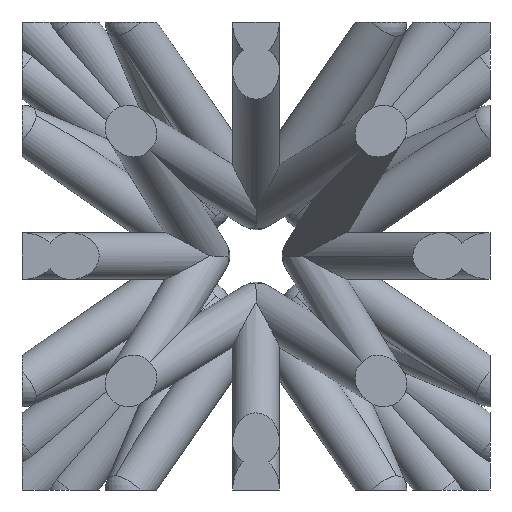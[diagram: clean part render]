
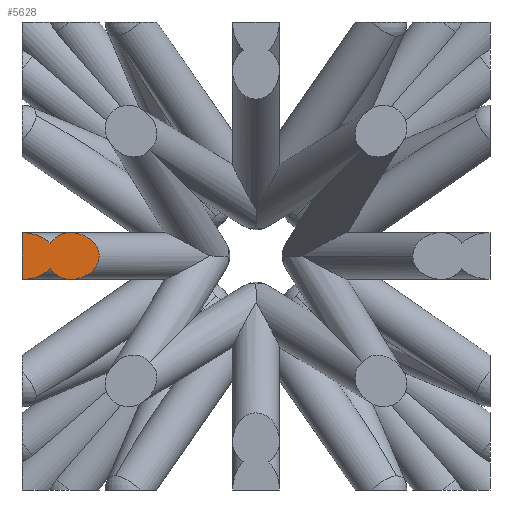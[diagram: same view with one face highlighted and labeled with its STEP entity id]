
A CAD part, front view. The second image highlights one B-rep face of the part: STEP entity #5628.
In plain terms, the highlighted planar face has unit normal (0, -1, 0).
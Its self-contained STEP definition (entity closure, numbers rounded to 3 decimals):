
#548 = CYLINDRICAL_SURFACE('',#549,0.5);
#549 = AXIS2_PLACEMENT_3D('',#550,#551,#552);
#550 = CARTESIAN_POINT('',(-1.06,-1.06,0.));
#551 = DIRECTION('',(-0.595,-0.804,0.));
#552 = DIRECTION('',(-0.804,0.595,0.));
#618 = CYLINDRICAL_SURFACE('',#619,0.5);
#619 = AXIS2_PLACEMENT_3D('',#620,#621,#622);
#620 = CARTESIAN_POINT('',(-5.,-5.,0.));
#621 = DIRECTION('',(0.707,0.707,0.));
#622 = DIRECTION('',(0.707,-0.707,0.));
#1432 = EDGE_CURVE('',#1433,#1435,#1437,.T.);
#1433 = VERTEX_POINT('',#1434);
#1434 = CARTESIAN_POINT('',(-4.399,-5.,-0.264));
#1435 = VERTEX_POINT('',#1436);
#1436 = CARTESIAN_POINT('',(-5.,-5.,-0.5));
#1437 = SURFACE_CURVE('',#1438,(#1443,#1455),.PCURVE_S1.);
#1438 = ELLIPSE('',#1439,0.707,0.5);
#1439 = AXIS2_PLACEMENT_3D('',#1440,#1441,#1442);
#1440 = CARTESIAN_POINT('',(-5.,-5.,0.));
#1441 = DIRECTION('',(-0.,1.,0.));
#1442 = DIRECTION('',(1.,0.,0.));
#1443 = PCURVE('',#618,#1444);
#1444 = DEFINITIONAL_REPRESENTATION('',(#1445),#1454);
#1445 = B_SPLINE_CURVE_WITH_KNOTS('',7,(#1446,#1447,#1448,#1449,#1450,
    #1451,#1452,#1453),.UNSPECIFIED.,.F.,.F.,(8,8),(0.,1.571),
  .PIECEWISE_BEZIER_KNOTS.);
#1446 = CARTESIAN_POINT('',(0.,0.5));
#1447 = CARTESIAN_POINT('',(0.224,0.5));
#1448 = CARTESIAN_POINT('',(0.449,0.471));
#1449 = CARTESIAN_POINT('',(0.673,0.412));
#1450 = CARTESIAN_POINT('',(0.898,0.327));
#1451 = CARTESIAN_POINT('',(1.122,0.224));
#1452 = CARTESIAN_POINT('',(1.346,0.112));
#1453 = CARTESIAN_POINT('',(1.571,0.));
#1454 = ( GEOMETRIC_REPRESENTATION_CONTEXT(2) 
PARAMETRIC_REPRESENTATION_CONTEXT() REPRESENTATION_CONTEXT('2D SPACE',''
  ) );
#1455 = PCURVE('',#1456,#1461);
#1456 = PLANE('',#1457);
#1457 = AXIS2_PLACEMENT_3D('',#1458,#1459,#1460);
#1458 = CARTESIAN_POINT('',(-5.,-5.,-5.));
#1459 = DIRECTION('',(-0.,1.,0.));
#1460 = DIRECTION('',(0.,0.,1.));
#1461 = DEFINITIONAL_REPRESENTATION('',(#1462),#1466);
#1462 = ELLIPSE('',#1463,0.707,0.5);
#1463 = AXIS2_PLACEMENT_2D('',#1464,#1465);
#1464 = CARTESIAN_POINT('',(5.,0.));
#1465 = DIRECTION('',(0.,1.));
#1466 = ( GEOMETRIC_REPRESENTATION_CONTEXT(2) 
PARAMETRIC_REPRESENTATION_CONTEXT() REPRESENTATION_CONTEXT('2D SPACE',''
  ) );
#1491 = PLANE('',#1492);
#1492 = AXIS2_PLACEMENT_3D('',#1493,#1494,#1495);
#1493 = CARTESIAN_POINT('',(-5.,-5.,-5.));
#1494 = DIRECTION('',(1.,0.,-0.));
#1495 = DIRECTION('',(0.,0.,1.));
#1938 = SPHERICAL_SURFACE('',#1939,0.5);
#1939 = AXIS2_PLACEMENT_3D('',#1940,#1941,#1942);
#1940 = CARTESIAN_POINT('',(-3.974,-5.,0.));
#1941 = DIRECTION('',(0.,0.,1.));
#1942 = DIRECTION('',(1.,0.,-0.));
#1988 = VERTEX_POINT('',#1989);
#1989 = CARTESIAN_POINT('',(-3.974,-5.,-0.5));
#2131 = CYLINDRICAL_SURFACE('',#2132,0.5);
#2132 = AXIS2_PLACEMENT_3D('',#2133,#2134,#2135);
#2133 = CARTESIAN_POINT('',(-5.,-5.,0.));
#2134 = DIRECTION('',(0.707,0.707,0.));
#2135 = DIRECTION('',(0.707,-0.707,0.));
#2148 = VERTEX_POINT('',#2149);
#2149 = CARTESIAN_POINT('',(-3.974,-5.,0.5));
#2164 = SPHERICAL_SURFACE('',#2165,0.5);
#2165 = AXIS2_PLACEMENT_3D('',#2166,#2167,#2168);
#2166 = CARTESIAN_POINT('',(-3.974,-5.,0.));
#2167 = DIRECTION('',(0.,0.,1.));
#2168 = DIRECTION('',(1.,0.,-0.));
#2176 = EDGE_CURVE('',#2148,#1988,#2177,.T.);
#2177 = SURFACE_CURVE('',#2178,(#2183,#2196),.PCURVE_S1.);
#2178 = ELLIPSE('',#2179,0.622,0.5);
#2179 = AXIS2_PLACEMENT_3D('',#2180,#2181,#2182);
#2180 = CARTESIAN_POINT('',(-3.974,-5.,0.));
#2181 = DIRECTION('',(-0.,1.,0.));
#2182 = DIRECTION('',(-1.,-0.,0.));
#2183 = PCURVE('',#548,#2184);
#2184 = DEFINITIONAL_REPRESENTATION('',(#2185),#2195);
#2185 = B_SPLINE_CURVE_WITH_KNOTS('',8,(#2186,#2187,#2188,#2189,#2190,
    #2191,#2192,#2193,#2194),.UNSPECIFIED.,.F.,.F.,(9,9),(1.571,
    4.712),.PIECEWISE_BEZIER_KNOTS.);
#2186 = CARTESIAN_POINT('',(4.712,4.901));
#2187 = CARTESIAN_POINT('',(4.32,4.755));
#2188 = CARTESIAN_POINT('',(3.927,4.61));
#2189 = CARTESIAN_POINT('',(3.534,4.499));
#2190 = CARTESIAN_POINT('',(3.142,4.456));
#2191 = CARTESIAN_POINT('',(2.749,4.499));
#2192 = CARTESIAN_POINT('',(2.356,4.61));
#2193 = CARTESIAN_POINT('',(1.963,4.755));
#2194 = CARTESIAN_POINT('',(1.571,4.901));
#2195 = ( GEOMETRIC_REPRESENTATION_CONTEXT(2) 
PARAMETRIC_REPRESENTATION_CONTEXT() REPRESENTATION_CONTEXT('2D SPACE',''
  ) );
#2196 = PCURVE('',#1456,#2197);
#2197 = DEFINITIONAL_REPRESENTATION('',(#2198),#2202);
#2198 = ELLIPSE('',#2199,0.622,0.5);
#2199 = AXIS2_PLACEMENT_2D('',#2200,#2201);
#2200 = CARTESIAN_POINT('',(5.,1.026));
#2201 = DIRECTION('',(0.,-1.));
#2202 = ( GEOMETRIC_REPRESENTATION_CONTEXT(2) 
PARAMETRIC_REPRESENTATION_CONTEXT() REPRESENTATION_CONTEXT('2D SPACE',''
  ) );
#5628 = ADVANCED_FACE('',(#5629),#1456,.F.);
#5629 = FACE_BOUND('',#5630,.F.);
#5630 = EDGE_LOOP('',(#5631,#5632,#5655,#5684,#5706,#5707));
#5631 = ORIENTED_EDGE('',*,*,#1432,.T.);
#5632 = ORIENTED_EDGE('',*,*,#5633,.T.);
#5633 = EDGE_CURVE('',#1435,#5634,#5636,.T.);
#5634 = VERTEX_POINT('',#5635);
#5635 = CARTESIAN_POINT('',(-5.,-5.,0.5));
#5636 = SURFACE_CURVE('',#5637,(#5641,#5648),.PCURVE_S1.);
#5637 = LINE('',#5638,#5639);
#5638 = CARTESIAN_POINT('',(-5.,-5.,-5.));
#5639 = VECTOR('',#5640,1.);
#5640 = DIRECTION('',(0.,0.,1.));
#5641 = PCURVE('',#1456,#5642);
#5642 = DEFINITIONAL_REPRESENTATION('',(#5643),#5647);
#5643 = LINE('',#5644,#5645);
#5644 = CARTESIAN_POINT('',(0.,0.));
#5645 = VECTOR('',#5646,1.);
#5646 = DIRECTION('',(1.,0.));
#5647 = ( GEOMETRIC_REPRESENTATION_CONTEXT(2) 
PARAMETRIC_REPRESENTATION_CONTEXT() REPRESENTATION_CONTEXT('2D SPACE',''
  ) );
#5648 = PCURVE('',#1491,#5649);
#5649 = DEFINITIONAL_REPRESENTATION('',(#5650),#5654);
#5650 = LINE('',#5651,#5652);
#5651 = CARTESIAN_POINT('',(0.,0.));
#5652 = VECTOR('',#5653,1.);
#5653 = DIRECTION('',(1.,0.));
#5654 = ( GEOMETRIC_REPRESENTATION_CONTEXT(2) 
PARAMETRIC_REPRESENTATION_CONTEXT() REPRESENTATION_CONTEXT('2D SPACE',''
  ) );
#5655 = ORIENTED_EDGE('',*,*,#5656,.T.);
#5656 = EDGE_CURVE('',#5634,#5657,#5659,.T.);
#5657 = VERTEX_POINT('',#5658);
#5658 = CARTESIAN_POINT('',(-4.399,-5.,0.264));
#5659 = SURFACE_CURVE('',#5660,(#5665,#5672),.PCURVE_S1.);
#5660 = ELLIPSE('',#5661,0.707,0.5);
#5661 = AXIS2_PLACEMENT_3D('',#5662,#5663,#5664);
#5662 = CARTESIAN_POINT('',(-5.,-5.,0.));
#5663 = DIRECTION('',(-0.,1.,0.));
#5664 = DIRECTION('',(1.,0.,0.));
#5665 = PCURVE('',#1456,#5666);
#5666 = DEFINITIONAL_REPRESENTATION('',(#5667),#5671);
#5667 = ELLIPSE('',#5668,0.707,0.5);
#5668 = AXIS2_PLACEMENT_2D('',#5669,#5670);
#5669 = CARTESIAN_POINT('',(5.,0.));
#5670 = DIRECTION('',(0.,1.));
#5671 = ( GEOMETRIC_REPRESENTATION_CONTEXT(2) 
PARAMETRIC_REPRESENTATION_CONTEXT() REPRESENTATION_CONTEXT('2D SPACE',''
  ) );
#5672 = PCURVE('',#2131,#5673);
#5673 = DEFINITIONAL_REPRESENTATION('',(#5674),#5683);
#5674 = B_SPLINE_CURVE_WITH_KNOTS('',7,(#5675,#5676,#5677,#5678,#5679,
    #5680,#5681,#5682),.UNSPECIFIED.,.F.,.F.,(8,8),(4.712,
    6.283),.PIECEWISE_BEZIER_KNOTS.);
#5675 = CARTESIAN_POINT('',(4.712,0.));
#5676 = CARTESIAN_POINT('',(4.937,0.112));
#5677 = CARTESIAN_POINT('',(5.161,0.224));
#5678 = CARTESIAN_POINT('',(5.386,0.327));
#5679 = CARTESIAN_POINT('',(5.61,0.412));
#5680 = CARTESIAN_POINT('',(5.834,0.471));
#5681 = CARTESIAN_POINT('',(6.059,0.5));
#5682 = CARTESIAN_POINT('',(6.283,0.5));
#5683 = ( GEOMETRIC_REPRESENTATION_CONTEXT(2) 
PARAMETRIC_REPRESENTATION_CONTEXT() REPRESENTATION_CONTEXT('2D SPACE',''
  ) );
#5684 = ORIENTED_EDGE('',*,*,#5685,.T.);
#5685 = EDGE_CURVE('',#5657,#2148,#5686,.T.);
#5686 = SURFACE_CURVE('',#5687,(#5692,#5699),.PCURVE_S1.);
#5687 = CIRCLE('',#5688,0.5);
#5688 = AXIS2_PLACEMENT_3D('',#5689,#5690,#5691);
#5689 = CARTESIAN_POINT('',(-3.974,-5.,0.));
#5690 = DIRECTION('',(-0.,1.,0.));
#5691 = DIRECTION('',(0.,0.,1.));
#5692 = PCURVE('',#1456,#5693);
#5693 = DEFINITIONAL_REPRESENTATION('',(#5694),#5698);
#5694 = CIRCLE('',#5695,0.5);
#5695 = AXIS2_PLACEMENT_2D('',#5696,#5697);
#5696 = CARTESIAN_POINT('',(5.,1.026));
#5697 = DIRECTION('',(1.,0.));
#5698 = ( GEOMETRIC_REPRESENTATION_CONTEXT(2) 
PARAMETRIC_REPRESENTATION_CONTEXT() REPRESENTATION_CONTEXT('2D SPACE',''
  ) );
#5699 = PCURVE('',#2164,#5700);
#5700 = DEFINITIONAL_REPRESENTATION('',(#5701),#5705);
#5701 = LINE('',#5702,#5703);
#5702 = CARTESIAN_POINT('',(3.142,-4.712));
#5703 = VECTOR('',#5704,1.);
#5704 = DIRECTION('',(-0.,1.));
#5705 = ( GEOMETRIC_REPRESENTATION_CONTEXT(2) 
PARAMETRIC_REPRESENTATION_CONTEXT() REPRESENTATION_CONTEXT('2D SPACE',''
  ) );
#5706 = ORIENTED_EDGE('',*,*,#2176,.T.);
#5707 = ORIENTED_EDGE('',*,*,#5708,.T.);
#5708 = EDGE_CURVE('',#1988,#1433,#5709,.T.);
#5709 = SURFACE_CURVE('',#5710,(#5715,#5722),.PCURVE_S1.);
#5710 = CIRCLE('',#5711,0.5);
#5711 = AXIS2_PLACEMENT_3D('',#5712,#5713,#5714);
#5712 = CARTESIAN_POINT('',(-3.974,-5.,0.));
#5713 = DIRECTION('',(-0.,1.,0.));
#5714 = DIRECTION('',(0.,0.,1.));
#5715 = PCURVE('',#1456,#5716);
#5716 = DEFINITIONAL_REPRESENTATION('',(#5717),#5721);
#5717 = CIRCLE('',#5718,0.5);
#5718 = AXIS2_PLACEMENT_2D('',#5719,#5720);
#5719 = CARTESIAN_POINT('',(5.,1.026));
#5720 = DIRECTION('',(1.,0.));
#5721 = ( GEOMETRIC_REPRESENTATION_CONTEXT(2) 
PARAMETRIC_REPRESENTATION_CONTEXT() REPRESENTATION_CONTEXT('2D SPACE',''
  ) );
#5722 = PCURVE('',#1938,#5723);
#5723 = DEFINITIONAL_REPRESENTATION('',(#5724),#5728);
#5724 = LINE('',#5725,#5726);
#5725 = CARTESIAN_POINT('',(3.142,-4.712));
#5726 = VECTOR('',#5727,1.);
#5727 = DIRECTION('',(-0.,1.));
#5728 = ( GEOMETRIC_REPRESENTATION_CONTEXT(2) 
PARAMETRIC_REPRESENTATION_CONTEXT() REPRESENTATION_CONTEXT('2D SPACE',''
  ) );
